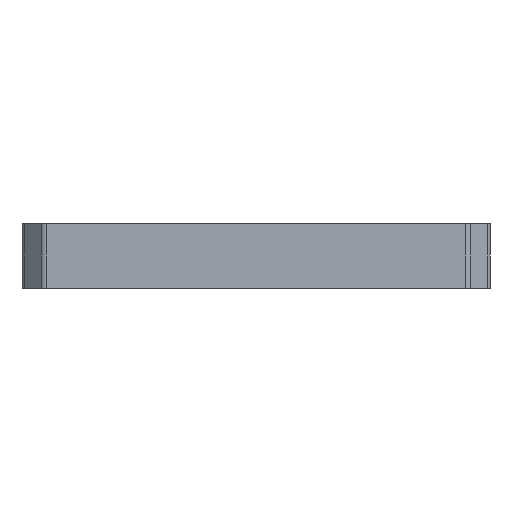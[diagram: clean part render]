
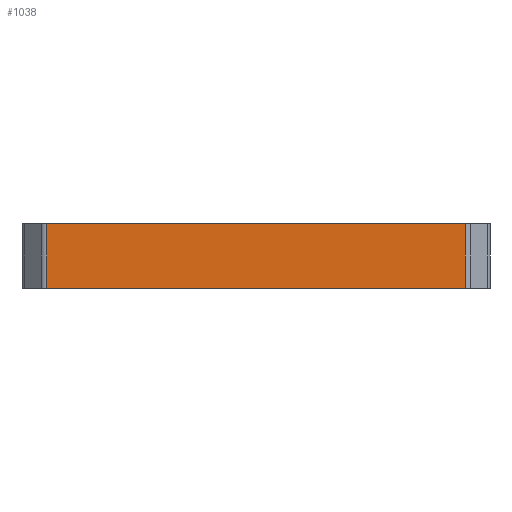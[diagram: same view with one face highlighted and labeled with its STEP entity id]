
A CAD part, left-side view. The second image highlights one B-rep face of the part: STEP entity #1038.
In plain terms, the highlighted planar face has unit normal (-1, 0, 0).
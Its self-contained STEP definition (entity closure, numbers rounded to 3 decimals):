
#59 = DIRECTION ( 'NONE',  ( 0., -1., 0. ) ) ;
#100 = VERTEX_POINT ( 'NONE', #2515 ) ;
#316 = EDGE_CURVE ( 'NONE', #100, #4610, #914, .T. ) ;
#346 = DIRECTION ( 'NONE',  ( 0., 0., 1. ) ) ;
#408 = LINE ( 'NONE', #4061, #2618 ) ;
#493 = VERTEX_POINT ( 'NONE', #4636 ) ;
#914 = LINE ( 'NONE', #1159, #4221 ) ;
#934 = DIRECTION ( 'NONE',  ( 1., 0., 0. ) ) ;
#953 = DIRECTION ( 'NONE',  ( 0., 0., -1. ) ) ;
#1038 = ADVANCED_FACE ( 'NONE', ( #1299 ), #4236, .F. ) ;
#1159 = CARTESIAN_POINT ( 'NONE',  ( -11., 14.543, 0. ) ) ;
#1273 = EDGE_CURVE ( 'NONE', #100, #493, #408, .T. ) ;
#1299 = FACE_OUTER_BOUND ( 'NONE', #1556, .T. ) ;
#1556 = EDGE_LOOP ( 'NONE', ( #4518, #3665, #4685, #3141 ) ) ;
#1799 = DIRECTION ( 'NONE',  ( 0., -1., 0. ) ) ;
#2031 = CARTESIAN_POINT ( 'NONE',  ( -11., -16.25, 4.5 ) ) ;
#2397 = VERTEX_POINT ( 'NONE', #4176 ) ;
#2506 = CARTESIAN_POINT ( 'NONE',  ( -11., -14.543, 4.5 ) ) ;
#2515 = CARTESIAN_POINT ( 'NONE',  ( -11., 14.543, 4.5 ) ) ;
#2618 = VECTOR ( 'NONE', #59, 1000. ) ;
#2626 = EDGE_CURVE ( 'NONE', #4610, #2397, #4397, .T. ) ;
#2632 = DIRECTION ( 'NONE',  ( 0., 0., -1. ) ) ;
#2957 = LINE ( 'NONE', #2506, #3685 ) ;
#2963 = AXIS2_PLACEMENT_3D ( 'NONE', #2031, #934, #953 ) ;
#3141 = ORIENTED_EDGE ( 'NONE', *, *, #3648, .T. ) ;
#3648 = EDGE_CURVE ( 'NONE', #2397, #493, #2957, .T. ) ;
#3665 = ORIENTED_EDGE ( 'NONE', *, *, #316, .T. ) ;
#3685 = VECTOR ( 'NONE', #346, 1000. ) ;
#3811 = VECTOR ( 'NONE', #1799, 1000. ) ;
#3883 = CARTESIAN_POINT ( 'NONE',  ( -11., 14.543, 0. ) ) ;
#3997 = CARTESIAN_POINT ( 'NONE',  ( -11., -16.25, 0. ) ) ;
#4061 = CARTESIAN_POINT ( 'NONE',  ( -11., -16.25, 4.5 ) ) ;
#4176 = CARTESIAN_POINT ( 'NONE',  ( -11., -14.543, 0. ) ) ;
#4221 = VECTOR ( 'NONE', #2632, 1000. ) ;
#4236 = PLANE ( 'NONE',  #2963 ) ;
#4397 = LINE ( 'NONE', #3997, #3811 ) ;
#4518 = ORIENTED_EDGE ( 'NONE', *, *, #1273, .F. ) ;
#4610 = VERTEX_POINT ( 'NONE', #3883 ) ;
#4636 = CARTESIAN_POINT ( 'NONE',  ( -11., -14.543, 4.5 ) ) ;
#4685 = ORIENTED_EDGE ( 'NONE', *, *, #2626, .T. ) ;
